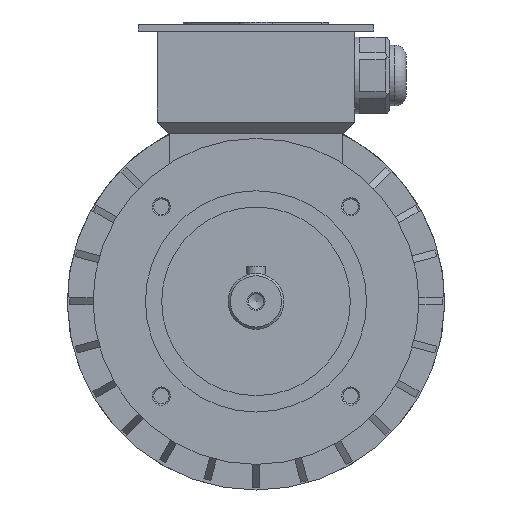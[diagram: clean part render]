
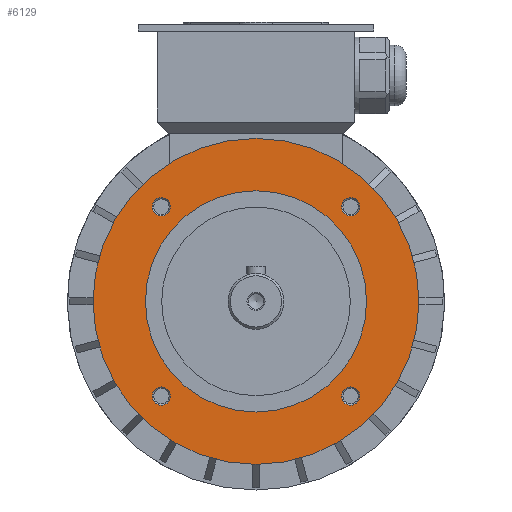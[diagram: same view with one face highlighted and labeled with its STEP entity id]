
A CAD part, front view. The second image highlights one B-rep face of the part: STEP entity #6129.
In plain terms, the highlighted planar face has unit normal (0, -1, 0).
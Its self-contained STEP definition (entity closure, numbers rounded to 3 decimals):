
#179=CIRCLE('',#6273,3.924);
#183=CIRCLE('',#6281,3.924);
#187=CIRCLE('',#6289,3.924);
#294=CIRCLE('',#6536,70.);
#296=CIRCLE('',#6539,3.924);
#297=CIRCLE('',#6540,47.5);
#937=ORIENTED_EDGE('',*,*,#1631,.T.);
#938=ORIENTED_EDGE('',*,*,#1635,.T.);
#939=ORIENTED_EDGE('',*,*,#1639,.T.);
#940=ORIENTED_EDGE('',*,*,#2056,.T.);
#941=ORIENTED_EDGE('',*,*,#2057,.T.);
#942=ORIENTED_EDGE('',*,*,#2054,.F.);
#1631=EDGE_CURVE('',#2263,#2263,#179,.T.);
#1635=EDGE_CURVE('',#2267,#2267,#183,.T.);
#1639=EDGE_CURVE('',#2271,#2271,#187,.T.);
#2054=EDGE_CURVE('',#2560,#2560,#294,.T.);
#2056=EDGE_CURVE('',#2562,#2562,#296,.T.);
#2057=EDGE_CURVE('',#2563,#2563,#297,.T.);
#2263=VERTEX_POINT('',#8058);
#2267=VERTEX_POINT('',#8070);
#2271=VERTEX_POINT('',#8082);
#2560=VERTEX_POINT('',#9026);
#2562=VERTEX_POINT('',#9031);
#2563=VERTEX_POINT('',#9033);
#3601=EDGE_LOOP('',(#937));
#3602=EDGE_LOOP('',(#938));
#3603=EDGE_LOOP('',(#939));
#3604=EDGE_LOOP('',(#940));
#3605=EDGE_LOOP('',(#941));
#3606=EDGE_LOOP('',(#942));
#3899=FACE_BOUND('',#3601,.T.);
#3900=FACE_BOUND('',#3602,.T.);
#3901=FACE_BOUND('',#3603,.T.);
#3902=FACE_BOUND('',#3604,.T.);
#3903=FACE_BOUND('',#3605,.T.);
#3904=FACE_BOUND('',#3606,.T.);
#4151=PLANE('',#6538);
#6129=ADVANCED_FACE('',(#3899,#3900,#3901,#3902,#3903,#3904),#4151,.F.);
#6273=AXIS2_PLACEMENT_3D('',#8057,#6754,#6755);
#6281=AXIS2_PLACEMENT_3D('',#8069,#6770,#6771);
#6289=AXIS2_PLACEMENT_3D('',#8081,#6786,#6787);
#6536=AXIS2_PLACEMENT_3D('',#9025,#7524,#7525);
#6538=AXIS2_PLACEMENT_3D('',#9029,#7528,#7529);
#6539=AXIS2_PLACEMENT_3D('',#9030,#7530,#7531);
#6540=AXIS2_PLACEMENT_3D('',#9032,#7532,#7533);
#6754=DIRECTION('',(0.,1.,0.));
#6755=DIRECTION('',(0.,0.,1.));
#6770=DIRECTION('',(0.,1.,0.));
#6771=DIRECTION('',(-1.,0.,0.));
#6786=DIRECTION('',(0.,1.,0.));
#6787=DIRECTION('',(0.,0.,-1.));
#7524=DIRECTION('',(0.,1.,0.));
#7525=DIRECTION('',(1.,0.,0.));
#7528=DIRECTION('',(0.,1.,0.));
#7529=DIRECTION('',(0.,0.,1.));
#7530=DIRECTION('',(0.,1.,0.));
#7531=DIRECTION('',(1.,0.,0.));
#7532=DIRECTION('',(0.,1.,0.));
#7533=DIRECTION('',(1.,0.,0.));
#8057=CARTESIAN_POINT('',(-40.659,-27.,-40.659));
#8058=CARTESIAN_POINT('',(-40.659,-27.,-36.735));
#8069=CARTESIAN_POINT('',(40.659,-27.,-40.659));
#8070=CARTESIAN_POINT('',(36.735,-27.,-40.659));
#8081=CARTESIAN_POINT('',(40.659,-27.,40.659));
#8082=CARTESIAN_POINT('',(40.659,-27.,36.735));
#9025=CARTESIAN_POINT('',(0.,-27.,0.));
#9026=CARTESIAN_POINT('',(70.,-27.,0.));
#9029=CARTESIAN_POINT('',(0.,-27.,0.));
#9030=CARTESIAN_POINT('',(-40.659,-27.,40.659));
#9031=CARTESIAN_POINT('',(-36.735,-27.,40.659));
#9032=CARTESIAN_POINT('',(0.,-27.,0.));
#9033=CARTESIAN_POINT('',(47.5,-27.,0.));
